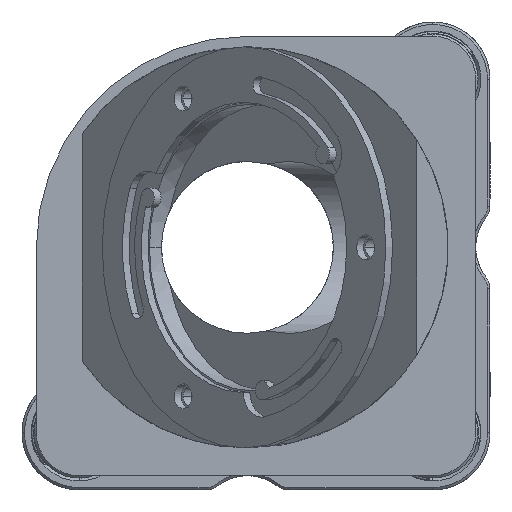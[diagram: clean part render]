
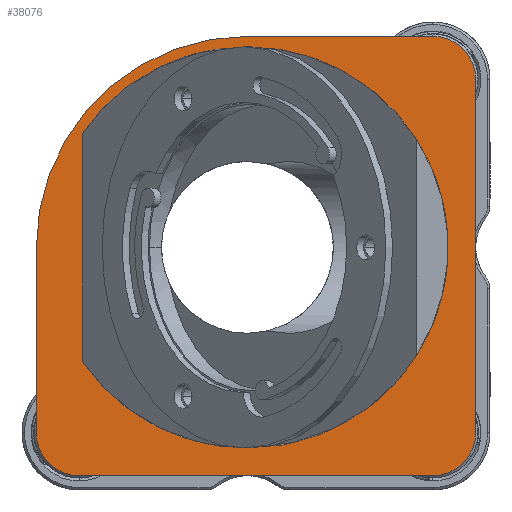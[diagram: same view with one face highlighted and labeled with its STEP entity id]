
A CAD part, left-side view. The second image highlights one B-rep face of the part: STEP entity #38076.
In plain terms, the highlighted planar face has unit normal (-1, 0, 0).
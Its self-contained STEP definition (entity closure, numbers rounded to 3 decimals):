
#588 = VERTEX_POINT ( 'NONE', #26150 ) ;
#703 = VERTEX_POINT ( 'NONE', #45105 ) ;
#995 = CIRCLE ( 'NONE', #25362, 4.5 ) ;
#1578 = CARTESIAN_POINT ( 'NONE',  ( -18.5, 23., 23. ) ) ;
#1639 = EDGE_CURVE ( 'NONE', #45881, #3653, #37367, .T. ) ;
#1973 = EDGE_CURVE ( 'NONE', #47439, #6021, #3517, .T. ) ;
#2166 = VECTOR ( 'NONE', #16386, 1000. ) ;
#2260 = CARTESIAN_POINT ( 'NONE',  ( -18.5, -18.5, -18.5 ) ) ;
#2335 = EDGE_LOOP ( 'NONE', ( #28762, #11815, #32206, #2697, #9775, #19134, #31365, #7381 ) ) ;
#2502 = VERTEX_POINT ( 'NONE', #11074 ) ;
#2697 = ORIENTED_EDGE ( 'NONE', *, *, #32534, .T. ) ;
#3237 = CIRCLE ( 'NONE', #30267, 21. ) ;
#3517 = CIRCLE ( 'NONE', #30541, 22.1 ) ;
#3653 = VERTEX_POINT ( 'NONE', #10151 ) ;
#5871 = AXIS2_PLACEMENT_3D ( 'NONE', #9406, #35919, #39743 ) ;
#6015 = CARTESIAN_POINT ( 'NONE',  ( -18.5, 0., 0. ) ) ;
#6021 = VERTEX_POINT ( 'NONE', #12482 ) ;
#6178 = DIRECTION ( 'NONE',  ( 1., 0., 0. ) ) ;
#6494 = ORIENTED_EDGE ( 'NONE', *, *, #25238, .F. ) ;
#7381 = ORIENTED_EDGE ( 'NONE', *, *, #37702, .T. ) ;
#8087 = EDGE_CURVE ( 'NONE', #588, #47439, #20212, .T. ) ;
#8876 = DIRECTION ( 'NONE',  ( 0., 0., -1. ) ) ;
#9406 = CARTESIAN_POINT ( 'NONE',  ( -18.5, 0.9, 0.9 ) ) ;
#9670 = DIRECTION ( 'NONE',  ( 0., 0., -1. ) ) ;
#9775 = ORIENTED_EDGE ( 'NONE', *, *, #1639, .F. ) ;
#9823 = DIRECTION ( 'NONE',  ( -1., 0., 0. ) ) ;
#10151 = CARTESIAN_POINT ( 'NONE',  ( -18.5, 18.5, -23. ) ) ;
#10311 = CIRCLE ( 'NONE', #23970, 4.5 ) ;
#10874 = LINE ( 'NONE', #1578, #29843 ) ;
#11074 = CARTESIAN_POINT ( 'NONE',  ( -18.5, 18.193, 12.815 ) ) ;
#11815 = ORIENTED_EDGE ( 'NONE', *, *, #1973, .F. ) ;
#12482 = CARTESIAN_POINT ( 'NONE',  ( -18.5, 0.9, 23. ) ) ;
#12486 = CARTESIAN_POINT ( 'NONE',  ( -18.5, 23., 23. ) ) ;
#12716 = VERTEX_POINT ( 'NONE', #24539 ) ;
#12765 = CARTESIAN_POINT ( 'NONE',  ( -18.5, 0.9, 0.9 ) ) ;
#13091 = LINE ( 'NONE', #34463, #42746 ) ;
#13283 = AXIS2_PLACEMENT_3D ( 'NONE', #39697, #27750, #8876 ) ;
#13909 = VERTEX_POINT ( 'NONE', #26507 ) ;
#15062 = CARTESIAN_POINT ( 'NONE',  ( -18.5, 23., 0.9 ) ) ;
#15155 = CARTESIAN_POINT ( 'NONE',  ( -18.5, -23., -18.5 ) ) ;
#15291 = EDGE_CURVE ( 'NONE', #12716, #2502, #20902, .T. ) ;
#15296 = CARTESIAN_POINT ( 'NONE',  ( -18.5, 23., -23. ) ) ;
#16386 = DIRECTION ( 'NONE',  ( 0., 0., -1. ) ) ;
#16428 = DIRECTION ( 'NONE',  ( 0., 0., -1. ) ) ;
#16452 = CARTESIAN_POINT ( 'NONE',  ( -18.5, -18.5, 18.5 ) ) ;
#17963 = VERTEX_POINT ( 'NONE', #48434 ) ;
#18226 = CARTESIAN_POINT ( 'NONE',  ( -18.5, -18.5, -23. ) ) ;
#19134 = ORIENTED_EDGE ( 'NONE', *, *, #49208, .T. ) ;
#19360 = DIRECTION ( 'NONE',  ( 0., 0., -1. ) ) ;
#20212 = LINE ( 'NONE', #12486, #39229 ) ;
#20262 = EDGE_LOOP ( 'NONE', ( #43440, #6494, #20282, #33387 ) ) ;
#20282 = ORIENTED_EDGE ( 'NONE', *, *, #15291, .F. ) ;
#20902 = CIRCLE ( 'NONE', #13283, 21. ) ;
#21481 = EDGE_CURVE ( 'NONE', #41921, #32905, #48441, .T. ) ;
#21861 = CARTESIAN_POINT ( 'NONE',  ( -18.5, -23., 18.5 ) ) ;
#22687 = EDGE_CURVE ( 'NONE', #17963, #703, #40072, .T. ) ;
#23970 = AXIS2_PLACEMENT_3D ( 'NONE', #2260, #44378, #28776 ) ;
#24304 = AXIS2_PLACEMENT_3D ( 'NONE', #36019, #39194, #16428 ) ;
#24387 = CIRCLE ( 'NONE', #24304, 4.5 ) ;
#24539 = CARTESIAN_POINT ( 'NONE',  ( -18.5, 0.9, 21.9 ) ) ;
#25031 = CARTESIAN_POINT ( 'NONE',  ( -18.5, 0.9, 0.9 ) ) ;
#25238 = EDGE_CURVE ( 'NONE', #2502, #17963, #13091, .T. ) ;
#25362 = AXIS2_PLACEMENT_3D ( 'NONE', #16452, #47028, #46388 ) ;
#26150 = CARTESIAN_POINT ( 'NONE',  ( -18.5, 23., -18.5 ) ) ;
#26507 = CARTESIAN_POINT ( 'NONE',  ( -18.5, -18.5, 23. ) ) ;
#27681 = DIRECTION ( 'NONE',  ( 1., 0., 0. ) ) ;
#27750 = DIRECTION ( 'NONE',  ( -1., 0., 0. ) ) ;
#28762 = ORIENTED_EDGE ( 'NONE', *, *, #29703, .F. ) ;
#28776 = DIRECTION ( 'NONE',  ( 0., 0., -1. ) ) ;
#29703 = EDGE_CURVE ( 'NONE', #6021, #13909, #10874, .T. ) ;
#29843 = VECTOR ( 'NONE', #31738, 1000. ) ;
#30048 = FACE_BOUND ( 'NONE', #20262, .T. ) ;
#30267 = AXIS2_PLACEMENT_3D ( 'NONE', #25031, #9823, #9670 ) ;
#30541 = AXIS2_PLACEMENT_3D ( 'NONE', #12765, #27681, #39304 ) ;
#30945 = EDGE_CURVE ( 'NONE', #703, #12716, #3237, .T. ) ;
#31365 = ORIENTED_EDGE ( 'NONE', *, *, #21481, .F. ) ;
#31738 = DIRECTION ( 'NONE',  ( 0., -1., 0. ) ) ;
#32206 = ORIENTED_EDGE ( 'NONE', *, *, #8087, .F. ) ;
#32534 = EDGE_CURVE ( 'NONE', #588, #3653, #24387, .T. ) ;
#32544 = DIRECTION ( 'NONE',  ( 0., 0., -1. ) ) ;
#32905 = VERTEX_POINT ( 'NONE', #15155 ) ;
#33387 = ORIENTED_EDGE ( 'NONE', *, *, #30945, .F. ) ;
#34463 = CARTESIAN_POINT ( 'NONE',  ( -18.5, 18.193, 23. ) ) ;
#35643 = CARTESIAN_POINT ( 'NONE',  ( -18.5, -23., 23. ) ) ;
#35919 = DIRECTION ( 'NONE',  ( -1., 0., 0. ) ) ;
#36019 = CARTESIAN_POINT ( 'NONE',  ( -18.5, 18.5, -18.5 ) ) ;
#37367 = LINE ( 'NONE', #15296, #41524 ) ;
#37702 = EDGE_CURVE ( 'NONE', #41921, #13909, #995, .T. ) ;
#38040 = DIRECTION ( 'NONE',  ( 0., 1., 0. ) ) ;
#38076 = ADVANCED_FACE ( 'NONE', ( #30048, #49089 ), #40027, .F. ) ;
#39194 = DIRECTION ( 'NONE',  ( -1., 0., 0. ) ) ;
#39229 = VECTOR ( 'NONE', #46203, 1000. ) ;
#39304 = DIRECTION ( 'NONE',  ( 0., 0., 1. ) ) ;
#39697 = CARTESIAN_POINT ( 'NONE',  ( -18.5, 0.9, 0.9 ) ) ;
#39743 = DIRECTION ( 'NONE',  ( 0., 0., -1. ) ) ;
#40027 = PLANE ( 'NONE',  #48017 ) ;
#40072 = CIRCLE ( 'NONE', #5871, 21. ) ;
#41524 = VECTOR ( 'NONE', #38040, 1000. ) ;
#41921 = VERTEX_POINT ( 'NONE', #21861 ) ;
#42746 = VECTOR ( 'NONE', #19360, 1000. ) ;
#43440 = ORIENTED_EDGE ( 'NONE', *, *, #22687, .F. ) ;
#44378 = DIRECTION ( 'NONE',  ( -1., 0., 0. ) ) ;
#45105 = CARTESIAN_POINT ( 'NONE',  ( -18.5, 0.9, -20.1 ) ) ;
#45881 = VERTEX_POINT ( 'NONE', #18226 ) ;
#46203 = DIRECTION ( 'NONE',  ( 0., 0., 1. ) ) ;
#46388 = DIRECTION ( 'NONE',  ( 0., 0., -1. ) ) ;
#47028 = DIRECTION ( 'NONE',  ( -1., 0., 0. ) ) ;
#47439 = VERTEX_POINT ( 'NONE', #15062 ) ;
#48017 = AXIS2_PLACEMENT_3D ( 'NONE', #6015, #6178, #32544 ) ;
#48434 = CARTESIAN_POINT ( 'NONE',  ( -18.5, 18.193, -11.015 ) ) ;
#48441 = LINE ( 'NONE', #35643, #2166 ) ;
#49089 = FACE_OUTER_BOUND ( 'NONE', #2335, .T. ) ;
#49208 = EDGE_CURVE ( 'NONE', #45881, #32905, #10311, .T. ) ;
